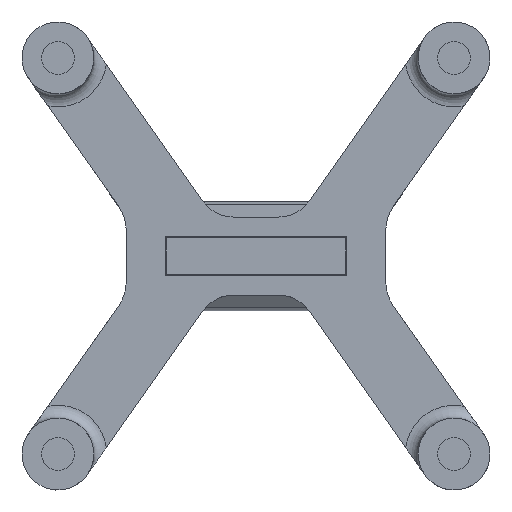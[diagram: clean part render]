
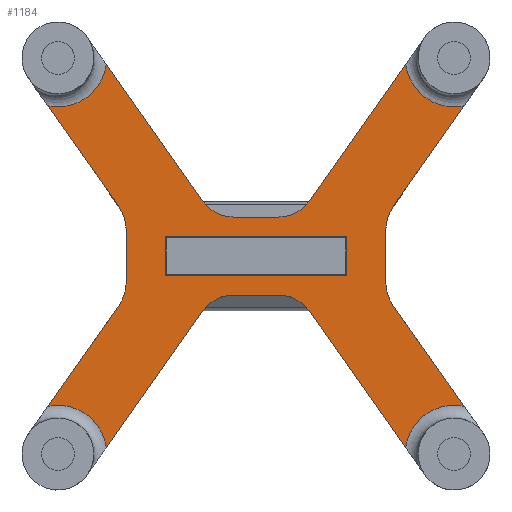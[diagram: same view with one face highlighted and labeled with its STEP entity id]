
A CAD part, top view. The second image highlights one B-rep face of the part: STEP entity #1184.
In plain terms, the highlighted planar face has unit normal (0, 0, 1).
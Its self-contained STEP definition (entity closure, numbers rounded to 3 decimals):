
#31=FACE_BOUND('',#463,.T.);
#59=PLANE('',#1321);
#100=LINE('',#1907,#194);
#103=LINE('',#1918,#197);
#109=LINE('',#1941,#203);
#112=LINE('',#1952,#206);
#118=LINE('',#1975,#212);
#121=LINE('',#1986,#215);
#127=LINE('',#2009,#221);
#130=LINE('',#2020,#224);
#144=LINE('',#2134,#238);
#145=LINE('',#2135,#239);
#146=LINE('',#2136,#240);
#147=LINE('',#2137,#241);
#148=LINE('',#2140,#242);
#149=LINE('',#2142,#243);
#150=LINE('',#2144,#244);
#151=LINE('',#2145,#245);
#194=VECTOR('',#1437,10.);
#197=VECTOR('',#1448,10.);
#203=VECTOR('',#1462,10.);
#206=VECTOR('',#1473,10.);
#212=VECTOR('',#1487,10.);
#215=VECTOR('',#1498,10.);
#221=VECTOR('',#1512,10.);
#224=VECTOR('',#1523,10.);
#238=VECTOR('',#1633,10.);
#239=VECTOR('',#1634,10.);
#240=VECTOR('',#1635,10.);
#241=VECTOR('',#1636,10.);
#242=VECTOR('',#1637,10.);
#243=VECTOR('',#1638,10.);
#244=VECTOR('',#1639,10.);
#245=VECTOR('',#1640,10.);
#273=CIRCLE('',#1244,3.);
#275=CIRCLE('',#1248,3.);
#277=CIRCLE('',#1252,3.);
#279=CIRCLE('',#1256,3.);
#281=CIRCLE('',#1260,3.);
#283=CIRCLE('',#1264,3.);
#285=CIRCLE('',#1268,3.);
#287=CIRCLE('',#1272,3.);
#289=CIRCLE('',#1276,3.763);
#295=CIRCLE('',#1284,3.763);
#300=CIRCLE('',#1291,3.763);
#304=CIRCLE('',#1297,3.763);
#393=FACE_OUTER_BOUND('',#462,.T.);
#462=EDGE_LOOP('',(#1032,#1033,#1034,#1035,#1036,#1037,#1038,#1039,#1040,
#1041,#1042,#1043,#1044,#1045,#1046,#1047,#1048,#1049,#1050,#1051,#1052,
#1053,#1054,#1055));
#463=EDGE_LOOP('',(#1056,#1057,#1058,#1059));
#534=VERTEX_POINT('',#1890);
#535=VERTEX_POINT('',#1892);
#538=VERTEX_POINT('',#1900);
#541=VERTEX_POINT('',#1912);
#542=VERTEX_POINT('',#1914);
#545=VERTEX_POINT('',#1924);
#546=VERTEX_POINT('',#1926);
#549=VERTEX_POINT('',#1934);
#552=VERTEX_POINT('',#1946);
#553=VERTEX_POINT('',#1948);
#556=VERTEX_POINT('',#1958);
#557=VERTEX_POINT('',#1960);
#560=VERTEX_POINT('',#1968);
#563=VERTEX_POINT('',#1980);
#564=VERTEX_POINT('',#1982);
#567=VERTEX_POINT('',#1992);
#568=VERTEX_POINT('',#1994);
#571=VERTEX_POINT('',#2002);
#574=VERTEX_POINT('',#2014);
#575=VERTEX_POINT('',#2016);
#577=VERTEX_POINT('',#2025);
#583=VERTEX_POINT('',#2047);
#588=VERTEX_POINT('',#2067);
#592=VERTEX_POINT('',#2085);
#604=VERTEX_POINT('',#2138);
#605=VERTEX_POINT('',#2139);
#606=VERTEX_POINT('',#2141);
#607=VERTEX_POINT('',#2143);
#666=EDGE_CURVE('',#534,#535,#273,.T.);
#671=EDGE_CURVE('',#534,#538,#100,.T.);
#674=EDGE_CURVE('',#541,#542,#275,.T.);
#676=EDGE_CURVE('',#541,#535,#103,.T.);
#680=EDGE_CURVE('',#545,#546,#277,.T.);
#685=EDGE_CURVE('',#545,#549,#109,.T.);
#688=EDGE_CURVE('',#552,#553,#279,.T.);
#690=EDGE_CURVE('',#552,#546,#112,.T.);
#694=EDGE_CURVE('',#556,#557,#281,.T.);
#699=EDGE_CURVE('',#556,#560,#118,.T.);
#702=EDGE_CURVE('',#563,#564,#283,.T.);
#704=EDGE_CURVE('',#563,#557,#121,.T.);
#708=EDGE_CURVE('',#567,#568,#285,.T.);
#713=EDGE_CURVE('',#567,#571,#127,.T.);
#716=EDGE_CURVE('',#574,#575,#287,.T.);
#718=EDGE_CURVE('',#574,#568,#130,.T.);
#722=EDGE_CURVE('',#577,#538,#289,.T.);
#731=EDGE_CURVE('',#583,#571,#295,.T.);
#739=EDGE_CURVE('',#588,#560,#300,.T.);
#746=EDGE_CURVE('',#592,#549,#304,.T.);
#764=EDGE_CURVE('',#577,#553,#144,.T.);
#765=EDGE_CURVE('',#592,#564,#145,.T.);
#766=EDGE_CURVE('',#588,#575,#146,.T.);
#767=EDGE_CURVE('',#583,#542,#147,.T.);
#768=EDGE_CURVE('',#604,#605,#148,.T.);
#769=EDGE_CURVE('',#605,#606,#149,.T.);
#770=EDGE_CURVE('',#606,#607,#150,.T.);
#771=EDGE_CURVE('',#607,#604,#151,.T.);
#1032=ORIENTED_EDGE('',*,*,#722,.F.);
#1033=ORIENTED_EDGE('',*,*,#764,.T.);
#1034=ORIENTED_EDGE('',*,*,#688,.F.);
#1035=ORIENTED_EDGE('',*,*,#690,.T.);
#1036=ORIENTED_EDGE('',*,*,#680,.F.);
#1037=ORIENTED_EDGE('',*,*,#685,.T.);
#1038=ORIENTED_EDGE('',*,*,#746,.F.);
#1039=ORIENTED_EDGE('',*,*,#765,.T.);
#1040=ORIENTED_EDGE('',*,*,#702,.F.);
#1041=ORIENTED_EDGE('',*,*,#704,.T.);
#1042=ORIENTED_EDGE('',*,*,#694,.F.);
#1043=ORIENTED_EDGE('',*,*,#699,.T.);
#1044=ORIENTED_EDGE('',*,*,#739,.F.);
#1045=ORIENTED_EDGE('',*,*,#766,.T.);
#1046=ORIENTED_EDGE('',*,*,#716,.F.);
#1047=ORIENTED_EDGE('',*,*,#718,.T.);
#1048=ORIENTED_EDGE('',*,*,#708,.F.);
#1049=ORIENTED_EDGE('',*,*,#713,.T.);
#1050=ORIENTED_EDGE('',*,*,#731,.F.);
#1051=ORIENTED_EDGE('',*,*,#767,.T.);
#1052=ORIENTED_EDGE('',*,*,#674,.F.);
#1053=ORIENTED_EDGE('',*,*,#676,.T.);
#1054=ORIENTED_EDGE('',*,*,#666,.F.);
#1055=ORIENTED_EDGE('',*,*,#671,.T.);
#1056=ORIENTED_EDGE('',*,*,#768,.T.);
#1057=ORIENTED_EDGE('',*,*,#769,.T.);
#1058=ORIENTED_EDGE('',*,*,#770,.T.);
#1059=ORIENTED_EDGE('',*,*,#771,.T.);
#1184=ADVANCED_FACE('',(#393,#31),#59,.T.);
#1244=AXIS2_PLACEMENT_3D('',#1893,#1430,#1431);
#1248=AXIS2_PLACEMENT_3D('',#1915,#1443,#1444);
#1252=AXIS2_PLACEMENT_3D('',#1927,#1455,#1456);
#1256=AXIS2_PLACEMENT_3D('',#1949,#1468,#1469);
#1260=AXIS2_PLACEMENT_3D('',#1961,#1480,#1481);
#1264=AXIS2_PLACEMENT_3D('',#1983,#1493,#1494);
#1268=AXIS2_PLACEMENT_3D('',#1995,#1505,#1506);
#1272=AXIS2_PLACEMENT_3D('',#2017,#1518,#1519);
#1276=AXIS2_PLACEMENT_3D('',#2032,#1529,#1530);
#1284=AXIS2_PLACEMENT_3D('',#2054,#1547,#1548);
#1291=AXIS2_PLACEMENT_3D('',#2074,#1563,#1564);
#1297=AXIS2_PLACEMENT_3D('',#2092,#1577,#1578);
#1321=AXIS2_PLACEMENT_3D('',#2133,#1631,#1632);
#1430=DIRECTION('center_axis',(0.,0.,1.));
#1431=DIRECTION('ref_axis',(-0.46,-0.888,0.));
#1437=DIRECTION('',(-0.576,0.818,0.));
#1443=DIRECTION('center_axis',(0.,0.,1.));
#1444=DIRECTION('ref_axis',(0.46,-0.888,0.));
#1448=DIRECTION('',(-1.,0.,0.));
#1455=DIRECTION('center_axis',(0.,0.,1.));
#1456=DIRECTION('ref_axis',(0.953,-0.302,0.));
#1462=DIRECTION('',(-0.576,-0.818,0.));
#1468=DIRECTION('center_axis',(0.,0.,1.));
#1469=DIRECTION('ref_axis',(0.953,0.302,0.));
#1473=DIRECTION('',(0.,-1.,0.));
#1480=DIRECTION('center_axis',(0.,0.,1.));
#1481=DIRECTION('ref_axis',(0.46,0.888,0.));
#1487=DIRECTION('',(0.576,-0.818,0.));
#1493=DIRECTION('center_axis',(0.,0.,1.));
#1494=DIRECTION('ref_axis',(-0.46,0.888,0.));
#1498=DIRECTION('',(1.,0.,0.));
#1505=DIRECTION('center_axis',(0.,0.,1.));
#1506=DIRECTION('ref_axis',(-0.953,0.302,0.));
#1512=DIRECTION('',(0.576,0.818,0.));
#1518=DIRECTION('center_axis',(0.,0.,1.));
#1519=DIRECTION('ref_axis',(-0.953,-0.302,0.));
#1523=DIRECTION('',(0.,1.,0.));
#1529=DIRECTION('center_axis',(0.,0.,1.));
#1530=DIRECTION('ref_axis',(0.576,-0.818,0.));
#1547=DIRECTION('center_axis',(0.,0.,1.));
#1548=DIRECTION('ref_axis',(-0.576,-0.818,0.));
#1563=DIRECTION('center_axis',(0.,0.,1.));
#1564=DIRECTION('ref_axis',(-0.576,0.818,0.));
#1577=DIRECTION('center_axis',(0.,0.,1.));
#1578=DIRECTION('ref_axis',(0.576,0.818,0.));
#1631=DIRECTION('center_axis',(0.,0.,1.));
#1632=DIRECTION('ref_axis',(1.,0.,0.));
#1633=DIRECTION('',(0.576,-0.818,0.));
#1634=DIRECTION('',(0.576,0.818,0.));
#1635=DIRECTION('',(-0.576,0.818,0.));
#1636=DIRECTION('',(-0.576,-0.818,0.));
#1637=DIRECTION('',(0.,-1.,0.));
#1638=DIRECTION('',(-1.,0.,0.));
#1639=DIRECTION('',(0.,1.,0.));
#1640=DIRECTION('',(1.,0.,0.));
#1890=CARTESIAN_POINT('',(-4.138,4.272,1.6));
#1892=CARTESIAN_POINT('',(-1.686,3.,1.6));
#1893=CARTESIAN_POINT('Origin',(-1.686,6.,1.6));
#1900=CARTESIAN_POINT('',(-11.521,14.753,1.6));
#1907=CARTESIAN_POINT('',(-12.992,16.841,1.6));
#1912=CARTESIAN_POINT('',(1.686,3.,1.6));
#1914=CARTESIAN_POINT('',(4.138,4.272,1.6));
#1915=CARTESIAN_POINT('Origin',(1.686,6.,1.6));
#1918=CARTESIAN_POINT('',(10.,3.,1.6));
#1924=CARTESIAN_POINT('',(-10.547,-3.777,1.6));
#1926=CARTESIAN_POINT('',(-10.,-2.049,1.6));
#1927=CARTESIAN_POINT('Origin',(-13.,-2.049,1.6));
#1934=CARTESIAN_POINT('',(-16.037,-11.571,1.6));
#1941=CARTESIAN_POINT('',(-10.,-3.,1.6));
#1946=CARTESIAN_POINT('',(-10.,2.049,1.6));
#1948=CARTESIAN_POINT('',(-10.547,3.777,1.6));
#1949=CARTESIAN_POINT('Origin',(-13.,2.049,1.6));
#1952=CARTESIAN_POINT('',(-10.,3.,1.6));
#1958=CARTESIAN_POINT('',(4.138,-4.272,1.6));
#1960=CARTESIAN_POINT('',(1.686,-3.,1.6));
#1961=CARTESIAN_POINT('Origin',(1.686,-6.,1.6));
#1968=CARTESIAN_POINT('',(11.521,-14.753,1.6));
#1975=CARTESIAN_POINT('',(12.992,-16.841,1.6));
#1980=CARTESIAN_POINT('',(-1.686,-3.,1.6));
#1982=CARTESIAN_POINT('',(-4.138,-4.272,1.6));
#1983=CARTESIAN_POINT('Origin',(-1.686,-6.,1.6));
#1986=CARTESIAN_POINT('',(-10.,-3.,1.6));
#1992=CARTESIAN_POINT('',(10.547,3.777,1.6));
#1994=CARTESIAN_POINT('',(10.,2.049,1.6));
#1995=CARTESIAN_POINT('Origin',(13.,2.049,1.6));
#2002=CARTESIAN_POINT('',(16.037,11.571,1.6));
#2009=CARTESIAN_POINT('',(10.,3.,1.6));
#2014=CARTESIAN_POINT('',(10.,-2.049,1.6));
#2016=CARTESIAN_POINT('',(10.547,-3.777,1.6));
#2017=CARTESIAN_POINT('Origin',(13.,-2.049,1.6));
#2020=CARTESIAN_POINT('',(10.,-3.,1.6));
#2025=CARTESIAN_POINT('',(-16.037,11.571,1.6));
#2032=CARTESIAN_POINT('Origin',(-15.25,15.25,1.6));
#2047=CARTESIAN_POINT('',(11.521,14.753,1.6));
#2054=CARTESIAN_POINT('Origin',(15.25,15.25,1.6));
#2067=CARTESIAN_POINT('',(16.037,-11.571,1.6));
#2074=CARTESIAN_POINT('Origin',(15.25,-15.25,1.6));
#2085=CARTESIAN_POINT('',(-11.521,-14.753,1.6));
#2092=CARTESIAN_POINT('Origin',(-15.25,-15.25,1.6));
#2133=CARTESIAN_POINT('Origin',(0.,0.,1.6));
#2134=CARTESIAN_POINT('',(-10.,3.,1.6));
#2135=CARTESIAN_POINT('',(-12.992,-16.841,1.6));
#2136=CARTESIAN_POINT('',(10.,-3.,1.6));
#2137=CARTESIAN_POINT('',(12.992,16.841,1.6));
#2138=CARTESIAN_POINT('',(7.,1.5,1.6));
#2139=CARTESIAN_POINT('',(7.,-1.5,1.6));
#2140=CARTESIAN_POINT('',(7.,-1.5,1.6));
#2141=CARTESIAN_POINT('',(-7.,-1.5,1.6));
#2142=CARTESIAN_POINT('',(-7.,-1.5,1.6));
#2143=CARTESIAN_POINT('',(-7.,1.5,1.6));
#2144=CARTESIAN_POINT('',(-7.,1.5,1.6));
#2145=CARTESIAN_POINT('',(7.,1.5,1.6));
